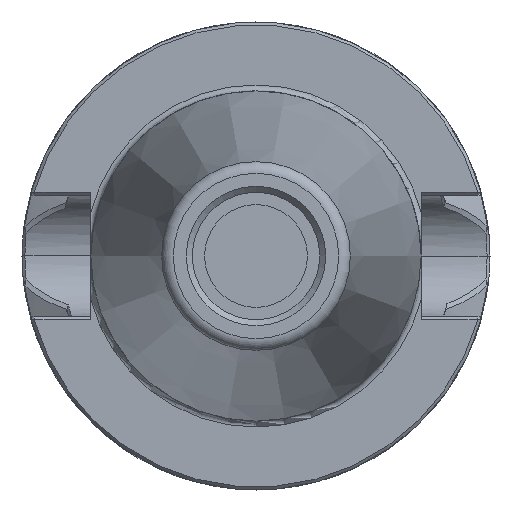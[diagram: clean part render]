
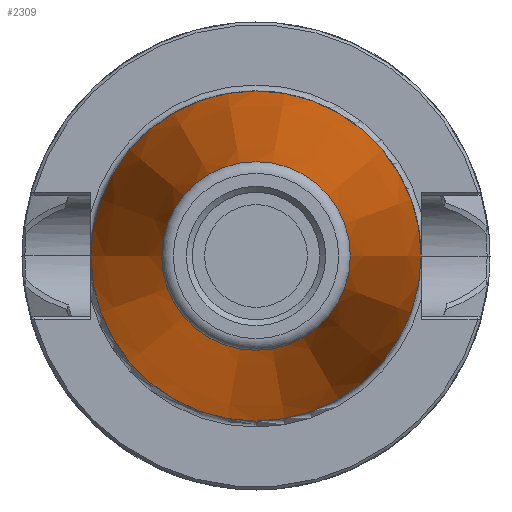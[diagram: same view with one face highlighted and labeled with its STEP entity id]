
A CAD part, left-side view. The second image highlights one B-rep face of the part: STEP entity #2309.
In plain terms, the highlighted conical face has half-angle 8.445 degrees and reference radius 17.363 mm.
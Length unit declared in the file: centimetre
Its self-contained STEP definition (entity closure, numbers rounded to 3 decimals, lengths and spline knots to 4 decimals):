
#522=FACE_BOUND('',#743,.T.);
#595=FACE_OUTER_BOUND('',#742,.T.);
#742=EDGE_LOOP('',(#1745));
#743=EDGE_LOOP('',(#1746));
#841=CIRCLE('',#2467,2.2225);
#844=CIRCLE('',#2474,1.2701);
#979=VERTEX_POINT('',#4137);
#982=VERTEX_POINT('',#4147);
#1257=EDGE_CURVE('',#979,#979,#841,.T.);
#1260=EDGE_CURVE('',#982,#982,#844,.T.);
#1745=ORIENTED_EDGE('',*,*,#1257,.T.);
#1746=ORIENTED_EDGE('',*,*,#1260,.F.);
#2102=CONICAL_SURFACE('',#2475,1.7363,8.445);
#2309=ADVANCED_FACE('',(#595,#522),#2102,.T.);
#2467=AXIS2_PLACEMENT_3D('',#4138,#2803,#2804);
#2474=AXIS2_PLACEMENT_3D('',#4148,#2817,#2818);
#2475=AXIS2_PLACEMENT_3D('',#4149,#2819,#2820);
#2803=DIRECTION('center_axis',(-1.,0.,0.));
#2804=DIRECTION('ref_axis',(0.,0.,1.));
#2817=DIRECTION('center_axis',(-1.,0.,0.));
#2818=DIRECTION('ref_axis',(0.,1.,0.));
#2819=DIRECTION('center_axis',(1.,0.,0.));
#2820=DIRECTION('ref_axis',(0.,-1.,0.));
#4137=CARTESIAN_POINT('',(0.2764,-1.5827,0.));
#4138=CARTESIAN_POINT('Origin',(0.2764,0.6398,0.));
#4147=CARTESIAN_POINT('',(-6.1382,-0.6303,0.));
#4148=CARTESIAN_POINT('Origin',(-6.1382,0.6398,0.));
#4149=CARTESIAN_POINT('Origin',(-2.9986,0.6398,0.));
